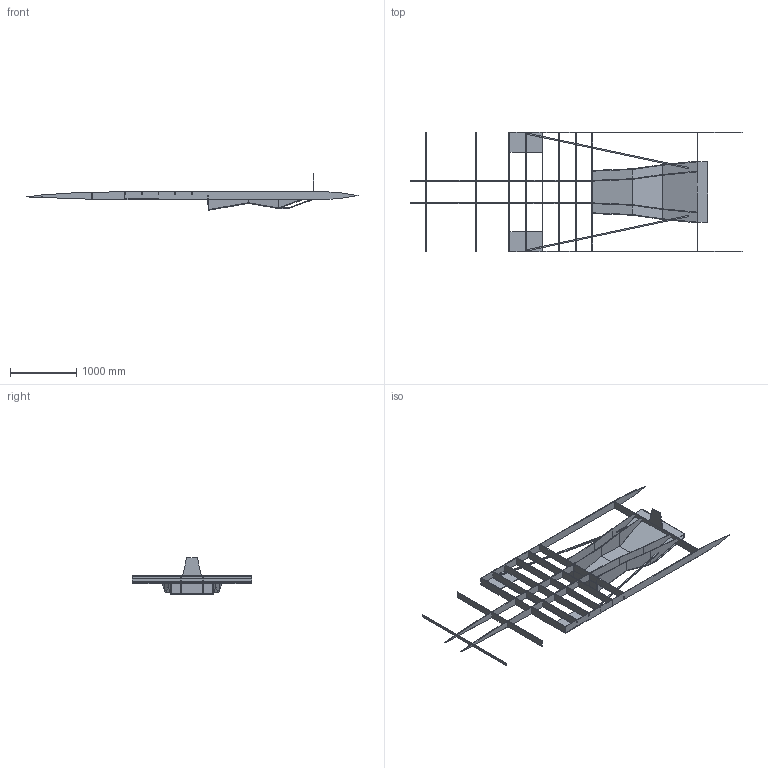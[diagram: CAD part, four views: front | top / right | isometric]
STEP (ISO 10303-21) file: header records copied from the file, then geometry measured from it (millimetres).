
FILE_DESCRIPTION(/* description */ ('','CAx-IF Rec.Pracs.---Representation and Presentation of Product Manufacturing Information (PMI)---4.0---2014-10-13'),/* implementation_level */ '2;1');
FILE_NAME(/* name */ 'fishtail more cadamaran frame v20.step',/* time_stamp */ '2024-12-26T14:49:37-08:00',/* author */ (''),/* organization */ (''),/* preprocessor_version */ 'ST-DEVELOPER v20',/* originating_system */ 'Autodesk Translation Framework v13.20.0.188',/* authorisation */ '');
FILE_SCHEMA (('AP242_MANAGED_MODEL_BASED_3D_ENGINEERING_MIM_LF { 1 0 10303 442 1 1 4 }'));
Length unit declared in the file: metre
Products named in the file (1): fishtail more cadamaran frame
Bounding box: 5000.21 x 1800 x 552.24 mm (x, y, z)
Volume: 69238352.6 mm3; surface area: 15024074.2 mm2
Topology: 47 solids, 47 shells, 549 faces, 1369 edges, 912 vertices
Faces by surface type: plane 514, bspline 35
Entity records: 16777 total; most frequent: CARTESIAN_POINT 3926, ORIENTED_EDGE 2738, DIRECTION 2335, EDGE_CURVE 1369, LINE 1305, VECTOR 1305, VERTEX_POINT 912, EDGE_LOOP 551
